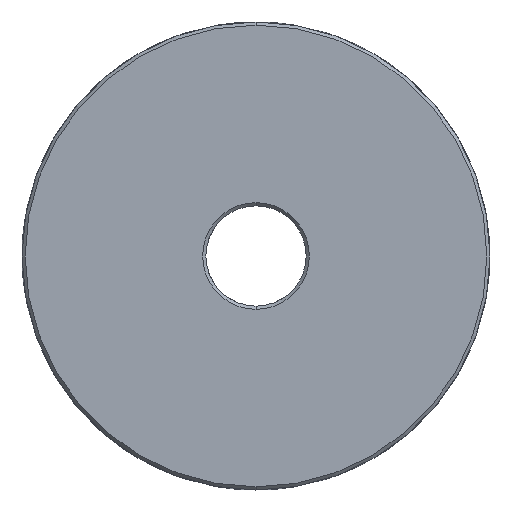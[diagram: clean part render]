
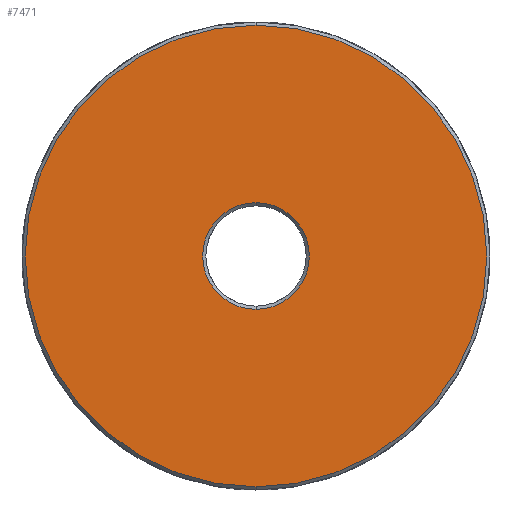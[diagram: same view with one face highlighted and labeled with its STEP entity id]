
A CAD part, left-side view. The second image highlights one B-rep face of the part: STEP entity #7471.
In plain terms, the highlighted planar face has unit normal (-1, 0, 0).
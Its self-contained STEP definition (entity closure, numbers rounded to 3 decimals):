
#611 = CARTESIAN_POINT ( 'NONE',  ( -29., 0., 6.381 ) ) ;
#612 = CARTESIAN_POINT ( 'NONE',  ( -29., 0., -6.381 ) ) ;
#613 = CARTESIAN_POINT ( 'NONE',  ( -29., 0., 27.619 ) ) ;
#614 = CARTESIAN_POINT ( 'NONE',  ( -29., 0., -27.619 ) ) ;
#1325 = CARTESIAN_POINT ( 'NONE',  ( -29., 0., 0. ) ) ;
#1326 = PLANE ( 'NONE',  #1599 ) ;
#1328 = DIRECTION ( 'NONE',  ( -1., 0., 0. ) ) ;
#1329 = DIRECTION ( 'NONE',  ( 0., 0., -1. ) ) ;
#1599 = AXIS2_PLACEMENT_3D ( 'NONE', #1325, #1328, #1329 ) ;
#2119 = FACE_OUTER_BOUND ( 'NONE', #6234, .T. ) ;
#2122 = FACE_BOUND ( 'NONE', #6237, .T. ) ;
#6007 = EDGE_CURVE ( 'NONE', #6907, #6908, #10775, .T. ) ;
#6035 = EDGE_CURVE ( 'NONE', #6909, #6910, #10817, .T. ) ;
#6091 = EDGE_CURVE ( 'NONE', #6910, #6909, #10870, .T. ) ;
#6093 = EDGE_CURVE ( 'NONE', #6908, #6907, #10873, .T. ) ;
#6234 = EDGE_LOOP ( 'NONE', ( #7991, #7992 ) ) ;
#6237 = EDGE_LOOP ( 'NONE', ( #7993, #7994 ) ) ;
#6907 = VERTEX_POINT ( 'NONE', #611 ) ;
#6908 = VERTEX_POINT ( 'NONE', #612 ) ;
#6909 = VERTEX_POINT ( 'NONE', #613 ) ;
#6910 = VERTEX_POINT ( 'NONE', #614 ) ;
#7471 = ADVANCED_FACE ( 'NONE', ( #2119, #2122 ), #1326, .T. ) ;
#7991 = ORIENTED_EDGE ( 'NONE', *, *, #6035, .F. ) ;
#7992 = ORIENTED_EDGE ( 'NONE', *, *, #6091, .F. ) ;
#7993 = ORIENTED_EDGE ( 'NONE', *, *, #6093, .F. ) ;
#7994 = ORIENTED_EDGE ( 'NONE', *, *, #6007, .F. ) ;
#9161 = AXIS2_PLACEMENT_3D ( 'NONE', #10154, #10155, #10156 ) ;
#9175 = AXIS2_PLACEMENT_3D ( 'NONE', #10227, #10229, #10230 ) ;
#9206 = AXIS2_PLACEMENT_3D ( 'NONE', #10532, #10533, #10534 ) ;
#9207 = AXIS2_PLACEMENT_3D ( 'NONE', #10538, #10539, #10540 ) ;
#10154 = CARTESIAN_POINT ( 'NONE',  ( -29., 0., 0. ) ) ;
#10155 = DIRECTION ( 'NONE',  ( -1., 0., 0. ) ) ;
#10156 = DIRECTION ( 'NONE',  ( 0., 0., -1. ) ) ;
#10227 = CARTESIAN_POINT ( 'NONE',  ( -29., 0., 0. ) ) ;
#10229 = DIRECTION ( 'NONE',  ( 1., 0., 0. ) ) ;
#10230 = DIRECTION ( 'NONE',  ( 0., 0., -1. ) ) ;
#10532 = CARTESIAN_POINT ( 'NONE',  ( -29., 0., 0. ) ) ;
#10533 = DIRECTION ( 'NONE',  ( 1., 0., 0. ) ) ;
#10534 = DIRECTION ( 'NONE',  ( 0., 0., -1. ) ) ;
#10538 = CARTESIAN_POINT ( 'NONE',  ( -29., 0., 0. ) ) ;
#10539 = DIRECTION ( 'NONE',  ( -1., 0., 0. ) ) ;
#10540 = DIRECTION ( 'NONE',  ( 0., 0., -1. ) ) ;
#10775 = CIRCLE ( 'NONE', #9161, 6.381 ) ;
#10817 = CIRCLE ( 'NONE', #9175, 27.619 ) ;
#10870 = CIRCLE ( 'NONE', #9206, 27.619 ) ;
#10873 = CIRCLE ( 'NONE', #9207, 6.381 ) ;
